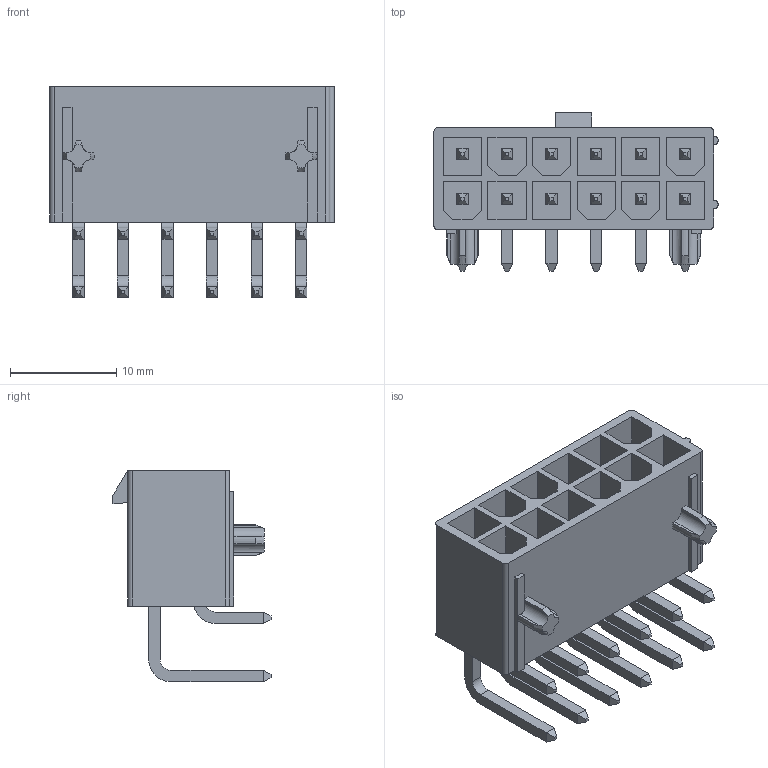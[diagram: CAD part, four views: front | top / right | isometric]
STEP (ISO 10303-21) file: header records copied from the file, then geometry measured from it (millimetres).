
FILE_DESCRIPTION((''),'2;1');
FILE_NAME('050362296','2019-12-25T',('gga'),(''),'PRO/ENGINEER BY PARAMETRIC TECHNOLOGY CORPORATION, 2016010','PRO/ENGINEER BY PARAMETRIC TECHNOLOGY CORPORATION, 2016010','');
FILE_SCHEMA(('CONFIG_CONTROL_DESIGN'));
Length unit declared in the file: millimetre
Products named in the file (1): 050362296
Bounding box: 26.8 x 14.9 x 19.93 mm (x, y, z)
Volume: 2150.7 mm3; surface area: 3880.6 mm2
Topology: 1 solids, 1 shells, 395 faces, 1001 edges, 644 vertices
Faces by surface type: plane 341, cylinder 46, cone 8
Entity records: 11684 total; most frequent: CARTESIAN_POINT 2117, ORIENTED_EDGE 1946, DIRECTION 1893, EDGE_CURVE 973, VECTOR 837, LINE 837, VERTEX_POINT 616, AXIS2_PLACEMENT_3D 528
